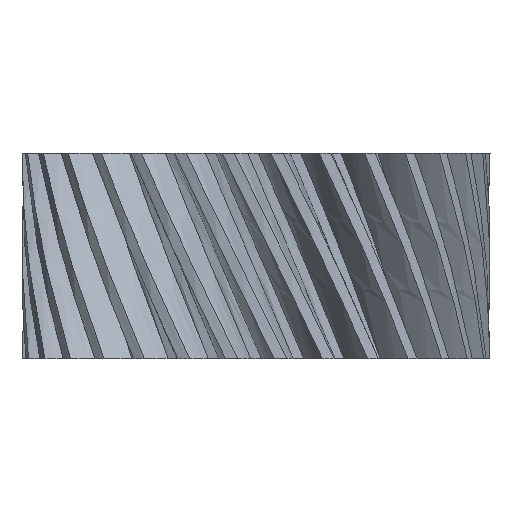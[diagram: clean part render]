
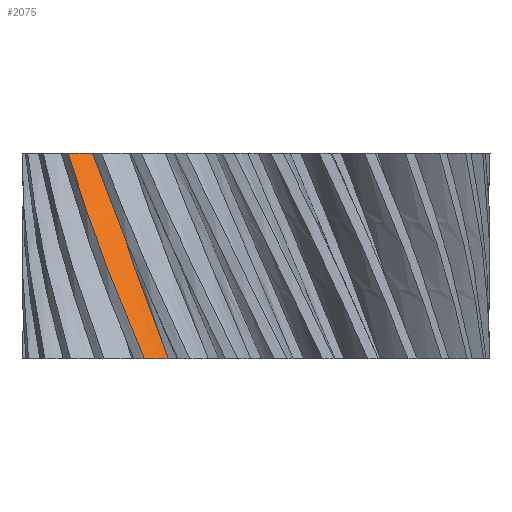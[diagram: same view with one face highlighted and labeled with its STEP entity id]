
A CAD part, left-side view. The second image highlights one B-rep face of the part: STEP entity #2075.
In plain terms, the highlighted free-form (B-spline) face has degree [3, 3] with [4, 4] control points.
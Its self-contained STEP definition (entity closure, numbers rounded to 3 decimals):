
#121=FACE_OUTER_BOUND('',#243,.T.);
#243=EDGE_LOOP('',(#1307,#1308,#1309,#1310));
#392=B_SPLINE_CURVE_WITH_KNOTS('',3,(#2899,#2900,#2901,#2902),
 .UNSPECIFIED.,.F.,.F.,(4,4),(0.,0.433),.UNSPECIFIED.);
#398=B_SPLINE_CURVE_WITH_KNOTS('',3,(#2959,#2960,#2961,#2962),
 .UNSPECIFIED.,.F.,.F.,(4,4),(0.,0.157),.UNSPECIFIED.);
#399=B_SPLINE_CURVE_WITH_KNOTS('',3,(#2964,#2965,#2966,#2967),
 .UNSPECIFIED.,.F.,.F.,(4,4),(0.,0.433),.UNSPECIFIED.);
#400=B_SPLINE_CURVE_WITH_KNOTS('',3,(#2968,#2969,#2970,#2971),
 .UNSPECIFIED.,.F.,.F.,(4,4),(0.,0.248),.UNSPECIFIED.);
#683=VERTEX_POINT('',#2890);
#685=VERTEX_POINT('',#2898);
#689=VERTEX_POINT('',#2958);
#690=VERTEX_POINT('',#2963);
#932=EDGE_CURVE('',#685,#683,#392,.T.);
#938=EDGE_CURVE('',#689,#683,#398,.T.);
#939=EDGE_CURVE('',#690,#689,#399,.T.);
#940=EDGE_CURVE('',#685,#690,#400,.T.);
#1307=ORIENTED_EDGE('',*,*,#938,.F.);
#1308=ORIENTED_EDGE('',*,*,#939,.F.);
#1309=ORIENTED_EDGE('',*,*,#940,.F.);
#1310=ORIENTED_EDGE('',*,*,#932,.T.);
#1985=B_SPLINE_SURFACE_WITH_KNOTS('',3,3,((#2942,#2943,#2944,#2945),(#2946,
#2947,#2948,#2949),(#2950,#2951,#2952,#2953),(#2954,#2955,#2956,#2957)),
 .UNSPECIFIED.,.F.,.F.,.F.,(4,4),(4,4),(0.,0.248),(0.,0.433),
 .UNSPECIFIED.);
#2075=ADVANCED_FACE('',(#121),#1985,.F.);
#2890=CARTESIAN_POINT('',(-6.348,7.656,10.));
#2898=CARTESIAN_POINT('',(-8.977,4.282,0.));
#2899=CARTESIAN_POINT('Ctrl Pts',(-8.977,4.282,0.));
#2900=CARTESIAN_POINT('Ctrl Pts',(-8.358,5.579,3.333));
#2901=CARTESIAN_POINT('Ctrl Pts',(-7.454,6.739,6.667));
#2902=CARTESIAN_POINT('Ctrl Pts',(-6.348,7.656,10.));
#2942=CARTESIAN_POINT('Ctrl Pts',(-8.977,4.282,0.));
#2943=CARTESIAN_POINT('Ctrl Pts',(-8.358,5.579,3.333));
#2944=CARTESIAN_POINT('Ctrl Pts',(-7.454,6.739,6.667));
#2945=CARTESIAN_POINT('Ctrl Pts',(-6.348,7.656,10.));
#2946=CARTESIAN_POINT('Ctrl Pts',(-9.372,4.624,0.));
#2947=CARTESIAN_POINT('Ctrl Pts',(-8.704,5.978,3.333));
#2948=CARTESIAN_POINT('Ctrl Pts',(-7.739,7.184,6.667));
#2949=CARTESIAN_POINT('Ctrl Pts',(-6.564,8.132,10.));
#2950=CARTESIAN_POINT('Ctrl Pts',(-9.726,5.015,0.));
#2951=CARTESIAN_POINT('Ctrl Pts',(-9.001,6.42,3.333));
#2952=CARTESIAN_POINT('Ctrl Pts',(-7.968,7.665,6.667));
#2953=CARTESIAN_POINT('Ctrl Pts',(-6.72,8.636,10.));
#2954=CARTESIAN_POINT('Ctrl Pts',(-10.025,5.443,0.));
#2955=CARTESIAN_POINT('Ctrl Pts',(-9.239,6.892,3.333));
#2956=CARTESIAN_POINT('Ctrl Pts',(-8.134,8.167,6.667));
#2957=CARTESIAN_POINT('Ctrl Pts',(-6.812,9.151,10.));
#2958=CARTESIAN_POINT('',(-6.812,9.151,10.));
#2959=CARTESIAN_POINT('Ctrl Pts',(-6.812,9.151,10.));
#2960=CARTESIAN_POINT('Ctrl Pts',(-6.72,8.636,10.));
#2961=CARTESIAN_POINT('Ctrl Pts',(-6.564,8.132,10.));
#2962=CARTESIAN_POINT('Ctrl Pts',(-6.348,7.656,10.));
#2963=CARTESIAN_POINT('',(-10.025,5.443,0.));
#2964=CARTESIAN_POINT('Ctrl Pts',(-10.025,5.443,0.));
#2965=CARTESIAN_POINT('Ctrl Pts',(-9.239,6.892,3.333));
#2966=CARTESIAN_POINT('Ctrl Pts',(-8.134,8.167,6.667));
#2967=CARTESIAN_POINT('Ctrl Pts',(-6.812,9.151,10.));
#2968=CARTESIAN_POINT('Ctrl Pts',(-8.977,4.282,0.));
#2969=CARTESIAN_POINT('Ctrl Pts',(-9.372,4.624,0.));
#2970=CARTESIAN_POINT('Ctrl Pts',(-9.726,5.015,0.));
#2971=CARTESIAN_POINT('Ctrl Pts',(-10.025,5.443,0.));
